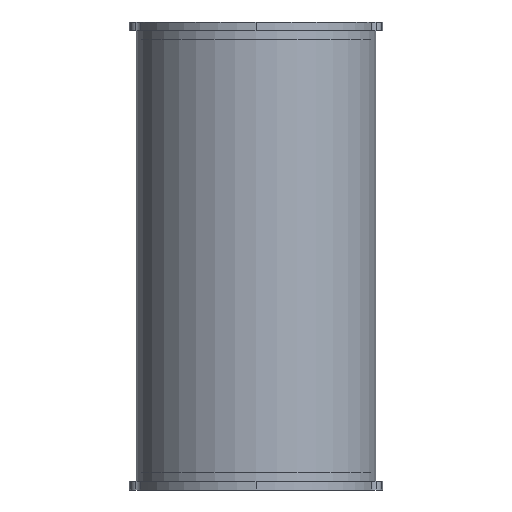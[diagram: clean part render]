
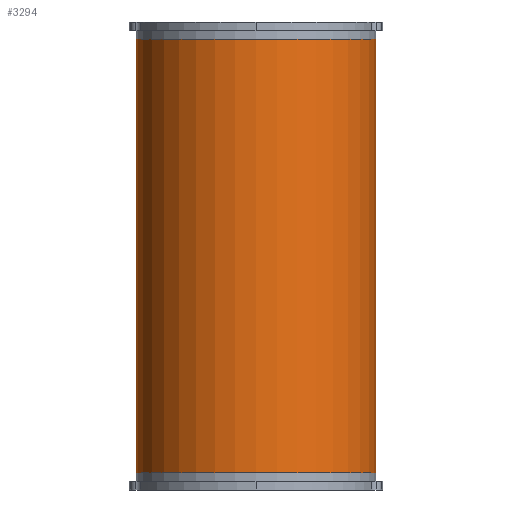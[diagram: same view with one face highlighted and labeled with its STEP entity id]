
A CAD part, front view. The second image highlights one B-rep face of the part: STEP entity #3294.
In plain terms, the highlighted cylindrical face has radius 82.55 mm (diameter 165.1 mm), a partial arc.
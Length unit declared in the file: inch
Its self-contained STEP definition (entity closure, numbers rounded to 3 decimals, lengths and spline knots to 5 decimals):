
#373 = DIRECTION ( 'NONE',  ( 0., 0., 1. ) ) ;
#431 = DIRECTION ( 'NONE',  ( 1., 0., 0. ) ) ;
#448 = DIRECTION ( 'NONE',  ( 0., 0., -1. ) ) ;
#702 = ORIENTED_EDGE ( 'NONE', *, *, #4580, .T. ) ;
#833 = DIRECTION ( 'NONE',  ( 1., 0., 0. ) ) ;
#1303 = FACE_OUTER_BOUND ( 'NONE', #1724, .T. ) ;
#1617 = EDGE_CURVE ( 'NONE', #2394, #8930, #3213, .T. ) ;
#1706 = ORIENTED_EDGE ( 'NONE', *, *, #6949, .T. ) ;
#1724 = EDGE_LOOP ( 'NONE', ( #6186, #8219, #1706, #702 ) ) ;
#1812 = VECTOR ( 'NONE', #448, 39.37008 ) ;
#2339 = CARTESIAN_POINT ( 'NONE',  ( 0.21646, 0.33191, 5.53529 ) ) ;
#2394 = VERTEX_POINT ( 'NONE', #5213 ) ;
#2904 = LINE ( 'NONE', #5736, #4658 ) ;
#3076 = CARTESIAN_POINT ( 'NONE',  ( -3.03354, 0.33191, -6.21471 ) ) ;
#3213 = LINE ( 'NONE', #4894, #1812 ) ;
#3294 = ADVANCED_FACE ( 'NONE', ( #1303 ), #4825, .T. ) ;
#3301 = EDGE_CURVE ( 'NONE', #5845, #2394, #6693, .T. ) ;
#4449 = CIRCLE ( 'NONE', #5711, 3.25 ) ;
#4580 = EDGE_CURVE ( 'NONE', #6176, #8930, #4449, .T. ) ;
#4658 = VECTOR ( 'NONE', #9430, 39.37008 ) ;
#4770 = DIRECTION ( 'NONE',  ( 0., 0., 1. ) ) ;
#4825 = CYLINDRICAL_SURFACE ( 'NONE', #5522, 3.25 ) ;
#4829 = CARTESIAN_POINT ( 'NONE',  ( -3.03354, 0.33191, 5.53529 ) ) ;
#4894 = CARTESIAN_POINT ( 'NONE',  ( 3.46646, 0.33191, 5.53529 ) ) ;
#5213 = CARTESIAN_POINT ( 'NONE',  ( 3.46646, 0.33191, 5.53529 ) ) ;
#5522 = AXIS2_PLACEMENT_3D ( 'NONE', #6060, #8496, #6814 ) ;
#5711 = AXIS2_PLACEMENT_3D ( 'NONE', #7754, #373, #431 ) ;
#5736 = CARTESIAN_POINT ( 'NONE',  ( -3.03354, 0.33191, 5.53529 ) ) ;
#5845 = VERTEX_POINT ( 'NONE', #4829 ) ;
#6060 = CARTESIAN_POINT ( 'NONE',  ( 0.21646, 0.33191, 5.53529 ) ) ;
#6176 = VERTEX_POINT ( 'NONE', #3076 ) ;
#6186 = ORIENTED_EDGE ( 'NONE', *, *, #1617, .F. ) ;
#6693 = CIRCLE ( 'NONE', #7821, 3.25 ) ;
#6814 = DIRECTION ( 'NONE',  ( -1., 0., 0. ) ) ;
#6949 = EDGE_CURVE ( 'NONE', #5845, #6176, #2904, .T. ) ;
#7754 = CARTESIAN_POINT ( 'NONE',  ( 0.21646, 0.33191, -6.21471 ) ) ;
#7821 = AXIS2_PLACEMENT_3D ( 'NONE', #2339, #4770, #833 ) ;
#7984 = CARTESIAN_POINT ( 'NONE',  ( 3.46646, 0.33191, -6.21471 ) ) ;
#8219 = ORIENTED_EDGE ( 'NONE', *, *, #3301, .F. ) ;
#8496 = DIRECTION ( 'NONE',  ( 0., 0., -1. ) ) ;
#8930 = VERTEX_POINT ( 'NONE', #7984 ) ;
#9430 = DIRECTION ( 'NONE',  ( 0., 0., -1. ) ) ;
